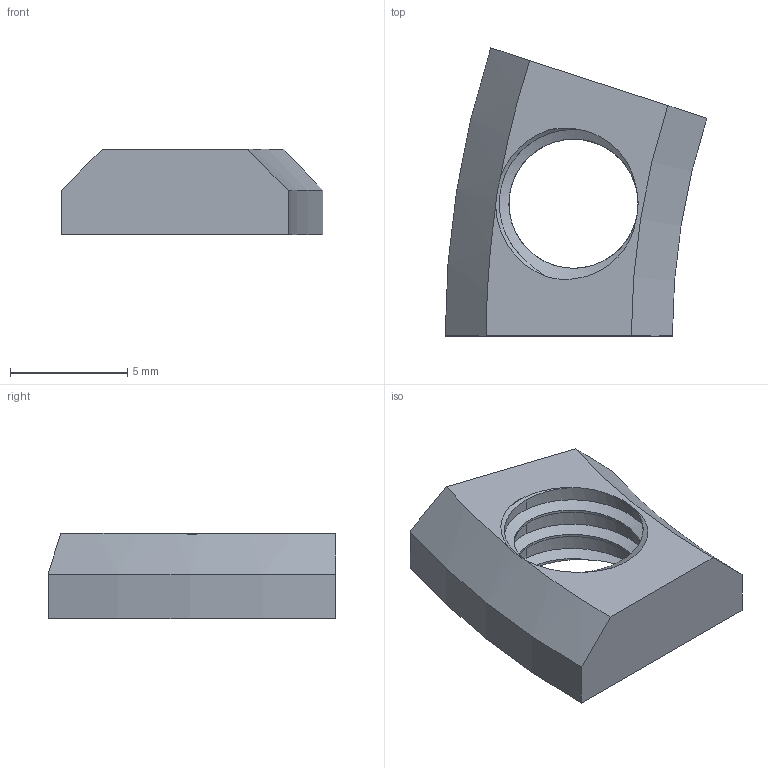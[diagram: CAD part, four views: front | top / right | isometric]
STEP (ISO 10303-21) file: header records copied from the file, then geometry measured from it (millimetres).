
FILE_DESCRIPTION(/* description */ (''),/* implementation_level */ '2;1');
FILE_NAME(/* name */ 'Gonio Rail.step',/* time_stamp */ '2021-01-29T16:31:45-06:00',/* author */ (''),/* organization */ (''),/* preprocessor_version */ 'ST-DEVELOPER v18.1',/* originating_system */ 'Autodesk Translation Framework v9.7.1.1290',/* authorisation */ '');
FILE_SCHEMA (('AUTOMOTIVE_DESIGN { 1 0 10303 214 3 1 1 }'));
Length unit declared in the file: millimetre
Products named in the file (1): Gonio Rail
Bounding box: 11.17 x 12.3 x 3.63 mm (x, y, z)
Volume: 246 mm3; surface area: 370.5 mm2
Topology: 1 solids, 1 shells, 19 faces, 60 edges, 42 vertices
Faces by surface type: cylinder 10, plane 4, cone 3, bspline 2
Full cylindrical faces by diameter (mm): 5.518 x1, 6.35 x2
Entity records: 2779 total; most frequent: CARTESIAN_POINT 2240, ORIENTED_EDGE 120, DIRECTION 84, EDGE_CURVE 60, VERTEX_POINT 42, AXIS2_PLACEMENT_3D 33, B_SPLINE_CURVE_WITH_KNOTS 27, EDGE_LOOP 20
